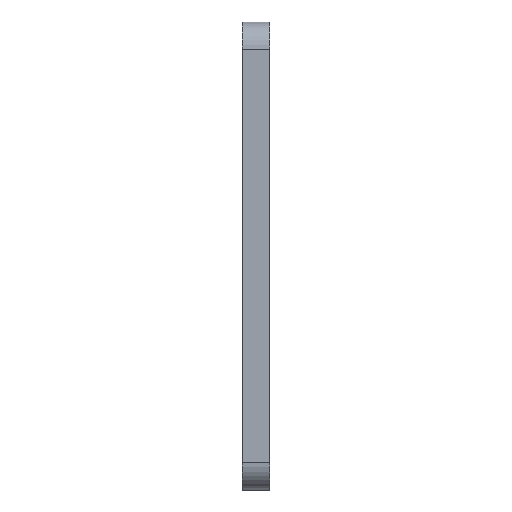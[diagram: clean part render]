
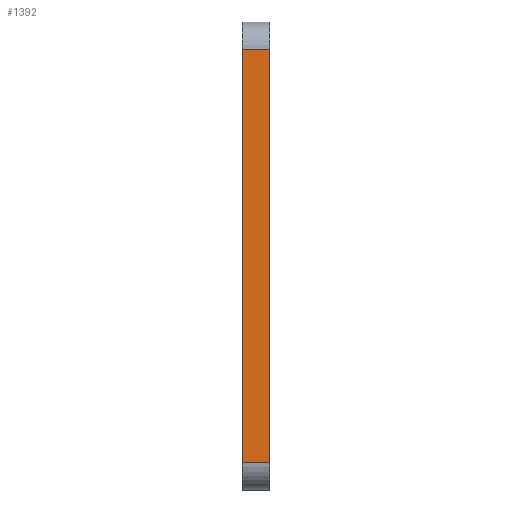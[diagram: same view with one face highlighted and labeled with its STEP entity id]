
A CAD part, left-side view. The second image highlights one B-rep face of the part: STEP entity #1392.
In plain terms, the highlighted planar face has unit normal (-1, 0, 0).
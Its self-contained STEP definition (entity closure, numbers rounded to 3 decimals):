
#11 = CARTESIAN_POINT ( 'NONE',  ( -50.25, 0., -22.6 ) ) ;
#53 = EDGE_CURVE ( 'NONE', #665, #1354, #693, .T. ) ;
#60 = LINE ( 'NONE', #2150, #706 ) ;
#178 = CARTESIAN_POINT ( 'NONE',  ( -50.25, 0., 0. ) ) ;
#206 = DIRECTION ( 'NONE',  ( 0., 1., 0. ) ) ;
#273 = VECTOR ( 'NONE', #2269, 1000. ) ;
#459 = CARTESIAN_POINT ( 'NONE',  ( -50.25, 3., 0. ) ) ;
#561 = EDGE_CURVE ( 'NONE', #1303, #665, #909, .T. ) ;
#578 = DIRECTION ( 'NONE',  ( 0., -1., 0. ) ) ;
#644 = CARTESIAN_POINT ( 'NONE',  ( -50.25, 0., 22.6 ) ) ;
#665 = VERTEX_POINT ( 'NONE', #2169 ) ;
#679 = AXIS2_PLACEMENT_3D ( 'NONE', #459, #1308, #1677 ) ;
#693 = LINE ( 'NONE', #2053, #1584 ) ;
#706 = VECTOR ( 'NONE', #578, 1000. ) ;
#727 = EDGE_CURVE ( 'NONE', #1354, #992, #60, .T. ) ;
#791 = CARTESIAN_POINT ( 'NONE',  ( -50.25, 3., -22.6 ) ) ;
#844 = VECTOR ( 'NONE', #206, 1000. ) ;
#909 = LINE ( 'NONE', #1059, #844 ) ;
#992 = VERTEX_POINT ( 'NONE', #11 ) ;
#1036 = ORIENTED_EDGE ( 'NONE', *, *, #561, .T. ) ;
#1059 = CARTESIAN_POINT ( 'NONE',  ( -50.25, 3., 22.6 ) ) ;
#1172 = PLANE ( 'NONE',  #679 ) ;
#1178 = ORIENTED_EDGE ( 'NONE', *, *, #53, .T. ) ;
#1303 = VERTEX_POINT ( 'NONE', #644 ) ;
#1308 = DIRECTION ( 'NONE',  ( -1., 0., 0. ) ) ;
#1354 = VERTEX_POINT ( 'NONE', #791 ) ;
#1392 = ADVANCED_FACE ( 'NONE', ( #2181 ), #1172, .T. ) ;
#1453 = EDGE_CURVE ( 'NONE', #1303, #992, #1729, .T. ) ;
#1584 = VECTOR ( 'NONE', #1906, 1000. ) ;
#1670 = ORIENTED_EDGE ( 'NONE', *, *, #1453, .F. ) ;
#1677 = DIRECTION ( 'NONE',  ( 0., 0., 1. ) ) ;
#1729 = LINE ( 'NONE', #178, #273 ) ;
#1830 = EDGE_LOOP ( 'NONE', ( #1670, #1036, #1178, #1850 ) ) ;
#1850 = ORIENTED_EDGE ( 'NONE', *, *, #727, .T. ) ;
#1906 = DIRECTION ( 'NONE',  ( 0., 0., -1. ) ) ;
#2053 = CARTESIAN_POINT ( 'NONE',  ( -50.25, 3., 0. ) ) ;
#2150 = CARTESIAN_POINT ( 'NONE',  ( -50.25, 3., -22.6 ) ) ;
#2169 = CARTESIAN_POINT ( 'NONE',  ( -50.25, 3., 22.6 ) ) ;
#2181 = FACE_OUTER_BOUND ( 'NONE', #1830, .T. ) ;
#2269 = DIRECTION ( 'NONE',  ( 0., 0., -1. ) ) ;
